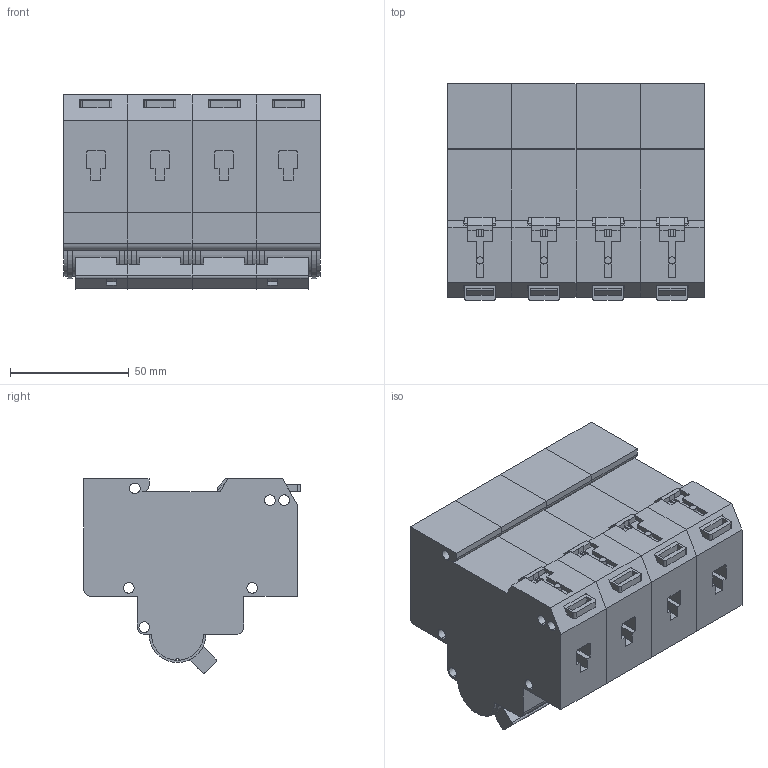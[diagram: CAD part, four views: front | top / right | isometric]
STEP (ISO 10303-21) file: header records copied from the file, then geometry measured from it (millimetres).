
FILE_DESCRIPTION (( 'STEP AP203' ), '1' );
FILE_NAME ('臍 47-125 4P EKF PROxima.STEP', '2016-11-11T13:21:46', ( '' ), ( '' ), 'SwSTEP 2.0', 'SolidWorks 2014', '' );
FILE_SCHEMA (( 'CONFIG_CONTROL_DESIGN' ));
Length unit declared in the file: millimetre
Products named in the file (6): 臍 47-125 1P EKF PROxima-5; çàìîê; 臍 47-125 4P EKF PROxima; 臍 47-125 1P EKF PROxima-1; 臍 47-125 1P EKF PROxima-3; 臍 47-125 1P EKF PROxima-4
Assembly tree (8 placements, depth 2):
  臍 47-125 4P EKF PROxima
    臍 47-125 1P EKF PROxima-1
    臍 47-125 1P EKF PROxima-3
    臍 47-125 1P EKF PROxima-4
    臍 47-125 1P EKF PROxima-5
    çàìîê  x4
Bounding box: 108 x 91.27 x 81.91 mm (x, y, z)
Volume: 540945.5 mm3; surface area: 101638.4 mm2
Topology: 8 solids, 8 shells, 678 faces, 1934 edges, 1272 vertices
Faces by surface type: plane 494, cylinder 184
Entity records: 19903 total; most frequent: CARTESIAN_POINT 3367, ORIENTED_EDGE 3346, DIRECTION 3273, EDGE_CURVE 1673, VECTOR 1265, LINE 1265, VERTEX_POINT 1098, AXIS2_PLACEMENT_3D 1004
